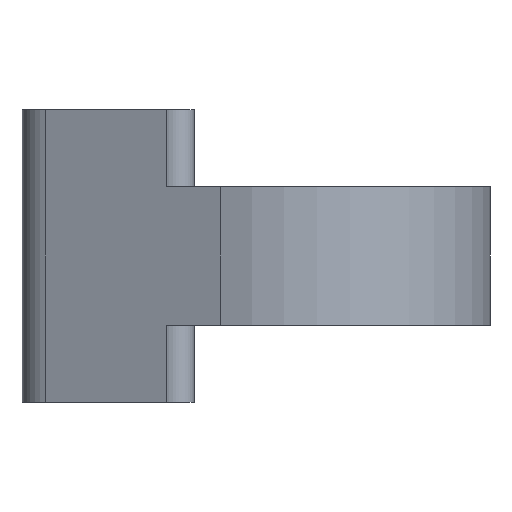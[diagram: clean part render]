
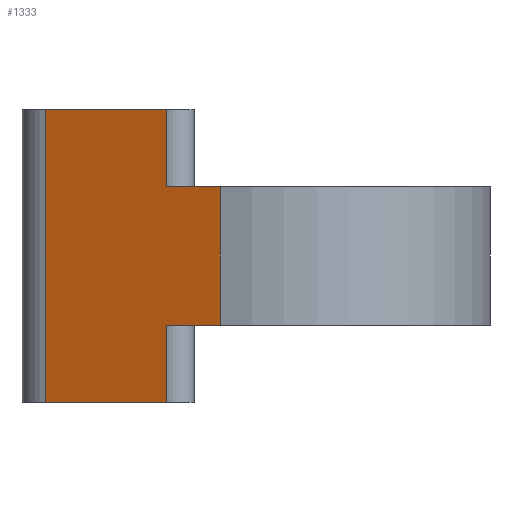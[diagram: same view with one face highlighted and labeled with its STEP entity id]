
A CAD part, left-side view. The second image highlights one B-rep face of the part: STEP entity #1333.
In plain terms, the highlighted planar face has unit normal (-0.92, 0.391, 0).
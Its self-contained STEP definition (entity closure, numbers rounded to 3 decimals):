
#203=FACE_OUTER_BOUND($,#289,.T.);
#289=EDGE_LOOP($,(#1126,#1127,#1128,#1129,#1130,#1131,#1132,#1133));
#369=LINE($,#2213,#475);
#382=LINE($,#2270,#488);
#385=LINE($,#2288,#491);
#392=LINE($,#2318,#498);
#394=LINE($,#2324,#500);
#396=LINE($,#2338,#502);
#400=LINE($,#2371,#506);
#401=LINE($,#2372,#507);
#475=VECTOR($,#1713,8.509);
#488=VECTOR($,#1766,5.);
#491=VECTOR($,#1785,3.826);
#498=VECTOR($,#1814,5.);
#500=VECTOR($,#1820,8.509);
#502=VECTOR($,#1838,3.826);
#506=VECTOR($,#1874,19.);
#507=VECTOR($,#1875,9.);
#597=VERTEX_POINT($,#2210);
#598=VERTEX_POINT($,#2212);
#615=VERTEX_POINT($,#2267);
#623=VERTEX_POINT($,#2286);
#633=VERTEX_POINT($,#2312);
#635=VERTEX_POINT($,#2316);
#637=VERTEX_POINT($,#2322);
#641=VERTEX_POINT($,#2337);
#755=EDGE_CURVE($,#598,#597,#369,.T.);
#779=EDGE_CURVE($,#597,#615,#382,.T.);
#789=EDGE_CURVE($,#615,#623,#385,.T.);
#803=EDGE_CURVE($,#635,#633,#392,.T.);
#806=EDGE_CURVE($,#637,#635,#394,.T.);
#814=EDGE_CURVE($,#641,#633,#396,.T.);
#832=EDGE_CURVE($,#598,#637,#400,.T.);
#833=EDGE_CURVE($,#641,#623,#401,.T.);
#1126=ORIENTED_EDGE($,*,*,#814,.T.);
#1127=ORIENTED_EDGE($,*,*,#803,.F.);
#1128=ORIENTED_EDGE($,*,*,#806,.F.);
#1129=ORIENTED_EDGE($,*,*,#832,.F.);
#1130=ORIENTED_EDGE($,*,*,#755,.T.);
#1131=ORIENTED_EDGE($,*,*,#779,.T.);
#1132=ORIENTED_EDGE($,*,*,#789,.T.);
#1133=ORIENTED_EDGE($,*,*,#833,.F.);
#1273=PLANE($,#1491);
#1333=ADVANCED_FACE($,(#203),#1273,.T.);
#1491=AXIS2_PLACEMENT_3D($,#2370,#1872,#1873);
#1713=DIRECTION($,(-0.391,-0.921,0.));
#1766=DIRECTION($,(0.,0.,1.));
#1785=DIRECTION($,(-0.391,-0.921,0.));
#1814=DIRECTION($,(0.,0.,-1.));
#1820=DIRECTION($,(-0.391,-0.921,0.));
#1838=DIRECTION($,(0.391,0.921,0.));
#1872=DIRECTION('center_axis',(-0.921,0.391,0.));
#1873=DIRECTION('ref_axis',(0.,0.,1.));
#1874=DIRECTION($,(0.,0.,1.));
#1875=DIRECTION($,(0.,0.,-1.));
#2210=CARTESIAN_POINT('',(-10.104,21.045,-9.5));
#2212=CARTESIAN_POINT('',(-6.779,28.877,-9.5));
#2213=CARTESIAN_POINT($,(-6.779,28.877,-9.5));
#2267=CARTESIAN_POINT('',(-10.104,21.045,-4.5));
#2270=CARTESIAN_POINT($,(-10.104,21.045,-9.5));
#2286=CARTESIAN_POINT('',(-11.598,17.523,-4.5));
#2288=CARTESIAN_POINT($,(-10.104,21.045,-4.5));
#2312=CARTESIAN_POINT('',(-10.104,21.045,4.5));
#2316=CARTESIAN_POINT('',(-10.104,21.045,9.5));
#2318=CARTESIAN_POINT($,(-10.104,21.045,9.5));
#2322=CARTESIAN_POINT('',(-6.779,28.877,9.5));
#2324=CARTESIAN_POINT($,(-6.779,28.877,9.5));
#2337=CARTESIAN_POINT('',(-11.598,17.523,4.5));
#2338=CARTESIAN_POINT($,(-11.598,17.523,4.5));
#2370=CARTESIAN_POINT('Origin',(-11.598,17.523,0.));
#2371=CARTESIAN_POINT($,(-6.779,28.877,-9.5));
#2372=CARTESIAN_POINT($,(-11.598,17.523,4.5));
